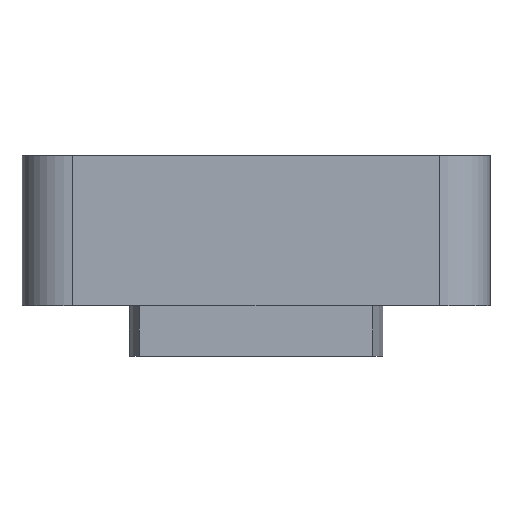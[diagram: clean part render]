
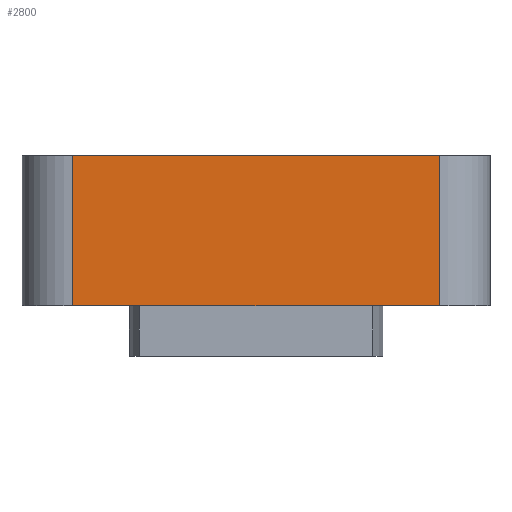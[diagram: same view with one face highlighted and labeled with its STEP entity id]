
A CAD part, left-side view. The second image highlights one B-rep face of the part: STEP entity #2800.
In plain terms, the highlighted planar face has unit normal (-1, 0, 0).
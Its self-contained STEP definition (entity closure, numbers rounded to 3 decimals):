
#25 = VECTOR ( 'NONE', #3020, 1000. ) ;
#45 = DIRECTION ( 'NONE',  ( 1., 0., 0. ) ) ;
#46 = ORIENTED_EDGE ( 'NONE', *, *, #586, .F. ) ;
#48 = CARTESIAN_POINT ( 'NONE',  ( -26.7, -7.2, 5.9 ) ) ;
#203 = LINE ( 'NONE', #456, #957 ) ;
#303 = EDGE_CURVE ( 'NONE', #574, #3149, #203, .T. ) ;
#310 = FACE_OUTER_BOUND ( 'NONE', #2701, .T. ) ;
#413 = VERTEX_POINT ( 'NONE', #822 ) ;
#456 = CARTESIAN_POINT ( 'NONE',  ( -26.7, -7.2, 0. ) ) ;
#574 = VERTEX_POINT ( 'NONE', #2306 ) ;
#586 = EDGE_CURVE ( 'NONE', #809, #3149, #1806, .T. ) ;
#683 = ORIENTED_EDGE ( 'NONE', *, *, #751, .F. ) ;
#692 = DIRECTION ( 'NONE',  ( 0., -1., 0. ) ) ;
#751 = EDGE_CURVE ( 'NONE', #413, #809, #3415, .T. ) ;
#809 = VERTEX_POINT ( 'NONE', #48 ) ;
#822 = CARTESIAN_POINT ( 'NONE',  ( -26.7, 7.2, 5.9 ) ) ;
#908 = CARTESIAN_POINT ( 'NONE',  ( -26.7, -7.2, 5.9 ) ) ;
#922 = CARTESIAN_POINT ( 'NONE',  ( -26.7, 7.2, 5.9 ) ) ;
#957 = VECTOR ( 'NONE', #692, 1000. ) ;
#1135 = PLANE ( 'NONE',  #2551 ) ;
#1381 = CARTESIAN_POINT ( 'NONE',  ( -26.7, -7.2, 5.9 ) ) ;
#1445 = LINE ( 'NONE', #922, #25 ) ;
#1551 = ORIENTED_EDGE ( 'NONE', *, *, #303, .T. ) ;
#1611 = EDGE_CURVE ( 'NONE', #413, #574, #1445, .T. ) ;
#1806 = LINE ( 'NONE', #2858, #2392 ) ;
#2099 = DIRECTION ( 'NONE',  ( 0., 0., -1. ) ) ;
#2173 = DIRECTION ( 'NONE',  ( 0., 0., -1. ) ) ;
#2306 = CARTESIAN_POINT ( 'NONE',  ( -26.7, 7.2, 0. ) ) ;
#2392 = VECTOR ( 'NONE', #2099, 1000. ) ;
#2530 = ORIENTED_EDGE ( 'NONE', *, *, #1611, .T. ) ;
#2551 = AXIS2_PLACEMENT_3D ( 'NONE', #908, #45, #2173 ) ;
#2671 = DIRECTION ( 'NONE',  ( 0., -1., 0. ) ) ;
#2701 = EDGE_LOOP ( 'NONE', ( #1551, #46, #683, #2530 ) ) ;
#2800 = ADVANCED_FACE ( 'NONE', ( #310 ), #1135, .F. ) ;
#2858 = CARTESIAN_POINT ( 'NONE',  ( -26.7, -7.2, 5.9 ) ) ;
#3020 = DIRECTION ( 'NONE',  ( 0., 0., -1. ) ) ;
#3069 = CARTESIAN_POINT ( 'NONE',  ( -26.7, -7.2, 0. ) ) ;
#3149 = VERTEX_POINT ( 'NONE', #3069 ) ;
#3335 = VECTOR ( 'NONE', #2671, 1000. ) ;
#3415 = LINE ( 'NONE', #1381, #3335 ) ;
